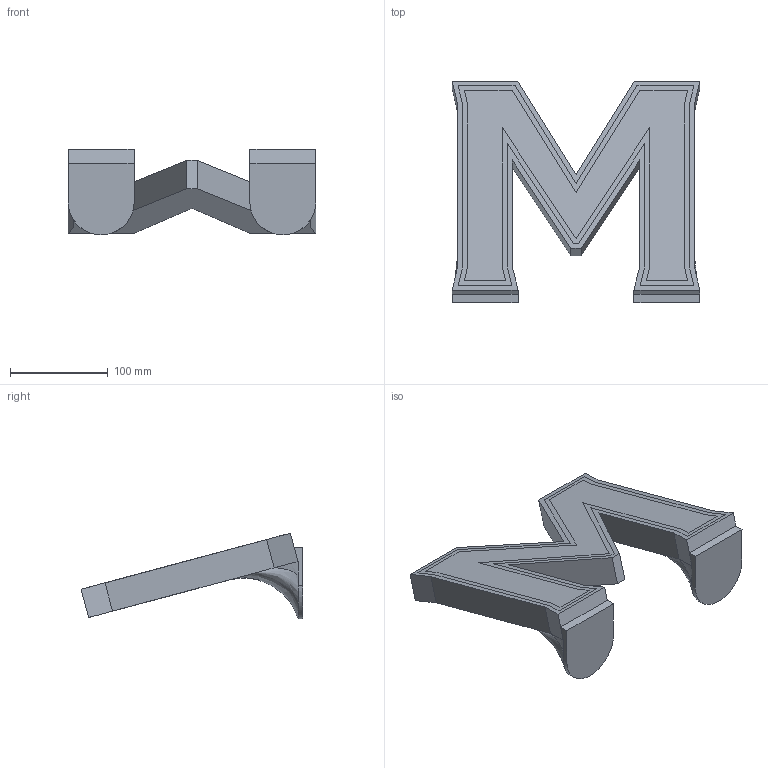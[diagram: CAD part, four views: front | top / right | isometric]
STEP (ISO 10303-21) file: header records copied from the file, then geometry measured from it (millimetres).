
FILE_DESCRIPTION (( 'STEP AP214' ), '1' );
FILE_NAME ('Foundataion-M.STEP', '2025-04-07T19:09:51', ( '' ), ( '' ), 'SwSTEP 2.0', 'SolidWorks 2024', '' );
FILE_SCHEMA (( 'AUTOMOTIVE_DESIGN' ));
Length unit declared in the file: millimetre
Products named in the file (1): Foundataion-M
Bounding box: 253.91 x 227.36 x 87.78 mm (x, y, z)
Volume: 1313797.5 mm3; surface area: 163458 mm2
Topology: 2 solids, 2 shells, 80 faces, 223 edges, 143 vertices
Faces by surface type: plane 71, bspline 6, cylinder 3
Entity records: 3405 total; most frequent: CARTESIAN_POINT 1395, ORIENTED_EDGE 438, DIRECTION 353, EDGE_CURVE 219, VECTOR 195, LINE 195, VERTEX_POINT 143, EDGE_LOOP 82
